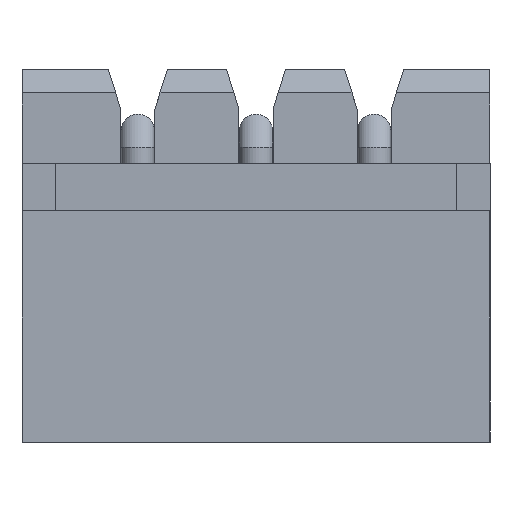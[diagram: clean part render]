
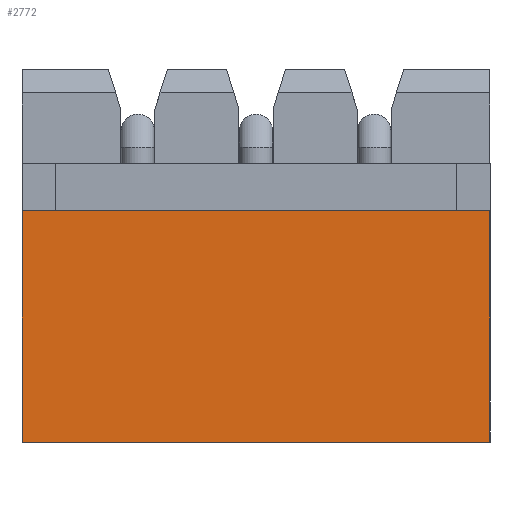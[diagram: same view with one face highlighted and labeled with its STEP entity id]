
A CAD part, top view. The second image highlights one B-rep face of the part: STEP entity #2772.
In plain terms, the highlighted planar face has unit normal (0, 0, 1).
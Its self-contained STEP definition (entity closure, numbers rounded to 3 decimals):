
#2297 = VERTEX_POINT('',#2298);
#2298 = CARTESIAN_POINT('',(-2.45,-1.7,4.9)
  );
#2304 = EDGE_CURVE('',#2305,#2297,#2307,.T.);
#2305 = VERTEX_POINT('',#2306);
#2306 = CARTESIAN_POINT('',(7.45,-1.7,4.9)
  );
#2307 = LINE('',#2308,#2309);
#2308 = CARTESIAN_POINT('',(7.45,-1.7,4.9));
#2309 = VECTOR('',#2310,1.);
#2310 = DIRECTION('',(-1.,0.,0.));
#2752 = VERTEX_POINT('',#2753);
#2753 = CARTESIAN_POINT('',(-2.45,-6.6,4.9)
  );
#2759 = EDGE_CURVE('',#2297,#2752,#2760,.T.);
#2760 = LINE('',#2761,#2762);
#2761 = CARTESIAN_POINT('',(-2.45,-1.7,4.9));
#2762 = VECTOR('',#2763,1.);
#2763 = DIRECTION('',(0.,-1.,0.));
#2772 = ADVANCED_FACE('',(#2773),#2791,.T.);
#2773 = FACE_BOUND('',#2774,.T.);
#2774 = EDGE_LOOP('',(#2775,#2776,#2784,#2790));
#2775 = ORIENTED_EDGE('',*,*,#2759,.T.);
#2776 = ORIENTED_EDGE('',*,*,#2777,.F.);
#2777 = EDGE_CURVE('',#2778,#2752,#2780,.T.);
#2778 = VERTEX_POINT('',#2779);
#2779 = CARTESIAN_POINT('',(7.45,-6.6,4.9)
  );
#2780 = LINE('',#2781,#2782);
#2781 = CARTESIAN_POINT('',(7.45,-6.6,4.9)
  );
#2782 = VECTOR('',#2783,1.);
#2783 = DIRECTION('',(-1.,0.,0.));
#2784 = ORIENTED_EDGE('',*,*,#2785,.F.);
#2785 = EDGE_CURVE('',#2305,#2778,#2786,.T.);
#2786 = LINE('',#2787,#2788);
#2787 = CARTESIAN_POINT('',(7.45,-1.7,4.9));
#2788 = VECTOR('',#2789,1.);
#2789 = DIRECTION('',(0.,-1.,0.));
#2790 = ORIENTED_EDGE('',*,*,#2304,.T.);
#2791 = PLANE('',#2792);
#2792 = AXIS2_PLACEMENT_3D('',#2793,#2794,#2795);
#2793 = CARTESIAN_POINT('',(7.45,-0.7,4.9)
  );
#2794 = DIRECTION('',(0.,0.,1.));
#2795 = DIRECTION('',(-1.,0.,0.));
